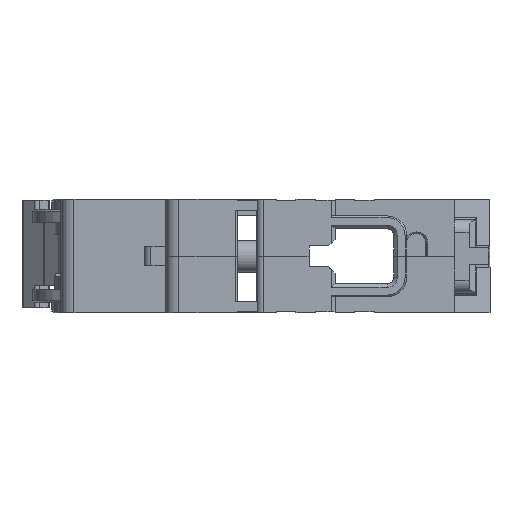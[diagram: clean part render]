
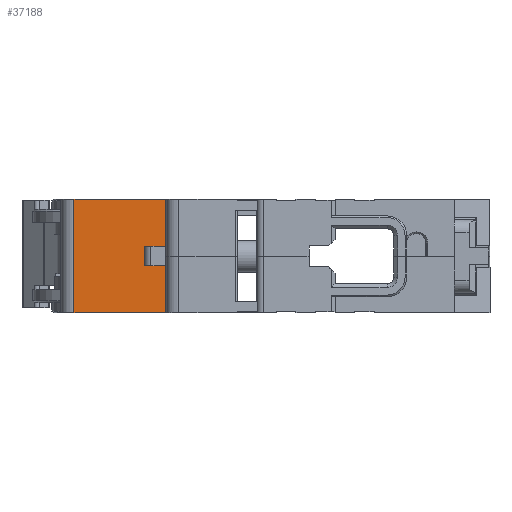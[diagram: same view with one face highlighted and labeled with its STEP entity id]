
A CAD part, left-side view. The second image highlights one B-rep face of the part: STEP entity #37188.
In plain terms, the highlighted face is planar.
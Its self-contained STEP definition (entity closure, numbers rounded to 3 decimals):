
#5148 = CARTESIAN_POINT ( 'NONE',  ( 26.8, 44.3, 0. ) ) ;
#9129 = CARTESIAN_POINT ( 'NONE',  ( 26.8, 44.3, 10.25 ) ) ;
#10190 = LINE ( 'NONE', #5148, #10759 ) ;
#10700 = CARTESIAN_POINT ( 'NONE',  ( 26.8, 58.4, 0. ) ) ;
#10757 = CARTESIAN_POINT ( 'NONE',  ( 26.8, 44.3, 0. ) ) ;
#10758 = DIRECTION ( 'NONE',  ( 0., 1., 0. ) ) ;
#10759 = VECTOR ( 'NONE', #10758, 1000. ) ;
#11044 = LINE ( 'NONE', #11107, #11106 ) ;
#11074 = PLANE ( 'NONE',  #11137 ) ;
#11075 = FACE_OUTER_BOUND ( 'NONE', #37189, .T. ) ;
#11076 = DIRECTION ( 'NONE',  ( 0., 0., -1. ) ) ;
#11077 = VECTOR ( 'NONE', #11076, 1000. ) ;
#11078 = CARTESIAN_POINT ( 'NONE',  ( 26.8, 44.3, 1.7 ) ) ;
#11079 = LINE ( 'NONE', #11078, #11077 ) ;
#11091 = DIRECTION ( 'NONE',  ( 0., 0., -1. ) ) ;
#11092 = VECTOR ( 'NONE', #11091, 1000. ) ;
#11093 = CARTESIAN_POINT ( 'NONE',  ( 26.8, 44.3, 5.5 ) ) ;
#11094 = LINE ( 'NONE', #11093, #11092 ) ;
#11095 = CARTESIAN_POINT ( 'NONE',  ( 26.8, 44.3, 17.5 ) ) ;
#11096 = DIRECTION ( 'NONE',  ( 0., 1., 0. ) ) ;
#11097 = VECTOR ( 'NONE', #11096, 1000. ) ;
#11098 = CARTESIAN_POINT ( 'NONE',  ( 26.8, 44.3, 17.5 ) ) ;
#11099 = LINE ( 'NONE', #11098, #11097 ) ;
#11100 = CARTESIAN_POINT ( 'NONE',  ( 26.8, 58.4, 17.5 ) ) ;
#11101 = DIRECTION ( 'NONE',  ( 0., 0., 1. ) ) ;
#11102 = VECTOR ( 'NONE', #11101, 1000. ) ;
#11103 = CARTESIAN_POINT ( 'NONE',  ( 26.8, 58.4, 1.7 ) ) ;
#11104 = LINE ( 'NONE', #11103, #11102 ) ;
#11105 = DIRECTION ( 'NONE',  ( 0., 1., 0. ) ) ;
#11106 = VECTOR ( 'NONE', #11105, 1000. ) ;
#11107 = CARTESIAN_POINT ( 'NONE',  ( 26.8, 44.3, 7.25 ) ) ;
#11118 = CARTESIAN_POINT ( 'NONE',  ( 26.8, 44.3, 7.25 ) ) ;
#11124 = CARTESIAN_POINT ( 'NONE',  ( 26.8, 47.6, 7.25 ) ) ;
#11125 = DIRECTION ( 'NONE',  ( 0., 0., 1. ) ) ;
#11126 = VECTOR ( 'NONE', #11125, 1000. ) ;
#11127 = CARTESIAN_POINT ( 'NONE',  ( 26.8, 47.6, 10.25 ) ) ;
#11128 = LINE ( 'NONE', #11127, #11126 ) ;
#11129 = CARTESIAN_POINT ( 'NONE',  ( 26.8, 47.6, 10.25 ) ) ;
#11130 = DIRECTION ( 'NONE',  ( 0., -1., 0. ) ) ;
#11131 = VECTOR ( 'NONE', #11130, 1000. ) ;
#11132 = CARTESIAN_POINT ( 'NONE',  ( 26.8, 44.3, 10.25 ) ) ;
#11133 = LINE ( 'NONE', #11132, #11131 ) ;
#11134 = DIRECTION ( 'NONE',  ( 0., -1., 0. ) ) ;
#11135 = DIRECTION ( 'NONE',  ( -1., 0., 0. ) ) ;
#11136 = CARTESIAN_POINT ( 'NONE',  ( 26.8, 44.3, 1.7 ) ) ;
#11137 = AXIS2_PLACEMENT_3D ( 'NONE', #11136, #11135, #11134 ) ;
#36072 = VERTEX_POINT ( 'NONE', #9129 ) ;
#36968 = VERTEX_POINT ( 'NONE', #10700 ) ;
#36970 = EDGE_CURVE ( 'NONE', #36971, #36968, #10190, .T. ) ;
#36971 = VERTEX_POINT ( 'NONE', #10757 ) ;
#37169 = EDGE_CURVE ( 'NONE', #37199, #37195, #11044, .T. ) ;
#37170 = ORIENTED_EDGE ( 'NONE', *, *, #37187, .T. ) ;
#37171 = ORIENTED_EDGE ( 'NONE', *, *, #36970, .T. ) ;
#37172 = ORIENTED_EDGE ( 'NONE', *, *, #37173, .T. ) ;
#37173 = EDGE_CURVE ( 'NONE', #36968, #37174, #11104, .T. ) ;
#37174 = VERTEX_POINT ( 'NONE', #11100 ) ;
#37175 = ORIENTED_EDGE ( 'NONE', *, *, #37176, .F. ) ;
#37176 = EDGE_CURVE ( 'NONE', #37177, #37174, #11099, .T. ) ;
#37177 = VERTEX_POINT ( 'NONE', #11095 ) ;
#37178 = ORIENTED_EDGE ( 'NONE', *, *, #37179, .T. ) ;
#37179 = EDGE_CURVE ( 'NONE', #37177, #36072, #11094, .T. ) ;
#37187 = EDGE_CURVE ( 'NONE', #37199, #36971, #11079, .T. ) ;
#37188 = ADVANCED_FACE ( 'NONE', ( #11075 ), #11074, .F. ) ;
#37189 = EDGE_LOOP ( 'NONE', ( #37190, #37193, #37196, #37170, #37171, #37172, #37175, #37178 ) ) ;
#37190 = ORIENTED_EDGE ( 'NONE', *, *, #37191, .F. ) ;
#37191 = EDGE_CURVE ( 'NONE', #37192, #36072, #11133, .T. ) ;
#37192 = VERTEX_POINT ( 'NONE', #11129 ) ;
#37193 = ORIENTED_EDGE ( 'NONE', *, *, #37194, .F. ) ;
#37194 = EDGE_CURVE ( 'NONE', #37195, #37192, #11128, .T. ) ;
#37195 = VERTEX_POINT ( 'NONE', #11124 ) ;
#37196 = ORIENTED_EDGE ( 'NONE', *, *, #37169, .F. ) ;
#37199 = VERTEX_POINT ( 'NONE', #11118 ) ;
